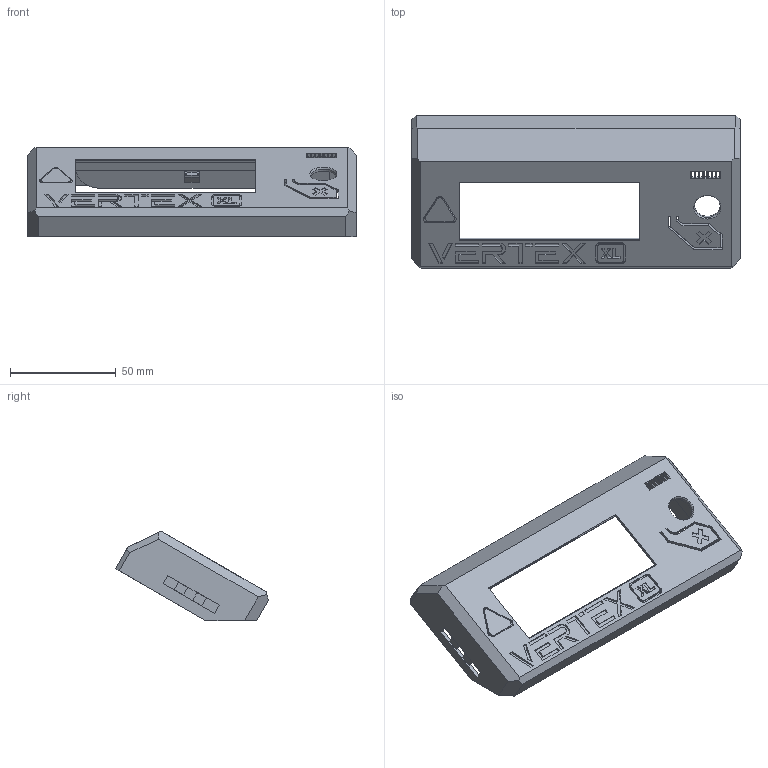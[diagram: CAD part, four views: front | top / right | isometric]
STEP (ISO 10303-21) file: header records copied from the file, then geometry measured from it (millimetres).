
FILE_DESCRIPTION(/* description */ (''),/* implementation_level */ '2;1');
FILE_NAME(/* name */ 'LCD_XL.step',/* time_stamp */ '2021-09-09T22:30:30+02:00',/* author */ (''),/* organization */ (''),/* preprocessor_version */ 'ST-DEVELOPER v18.1',/* originating_system */ 'Autodesk Translation Framework v10.10.0.1391',/* authorisation */ '');
FILE_SCHEMA (('AUTOMOTIVE_DESIGN { 1 0 10303 214 3 1 1 }'));
Length unit declared in the file: millimetre
Products named in the file (1): LCD_SINGLE
Bounding box: 155 x 72.17 x 42.16 mm (x, y, z)
Volume: 40272.3 mm3; surface area: 34141.7 mm2
Topology: 3 solids, 4 shells, 454 faces, 1273 edges, 848 vertices
Faces by surface type: plane 347, bspline 91, cylinder 13, cone 3
Full cylindrical faces by diameter (mm): 2.8 x2, 7 x1, 12 x1
Entity records: 15925 total; most frequent: CARTESIAN_POINT 4783, ORIENTED_EDGE 2546, DIRECTION 1856, EDGE_CURVE 1273, LINE 1054, VECTOR 1054, VERTEX_POINT 848, EDGE_LOOP 501
